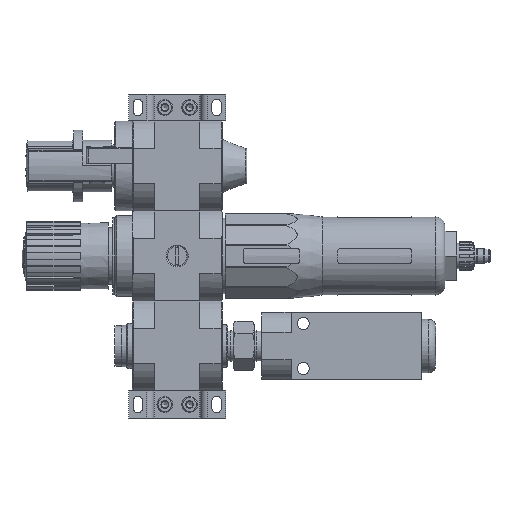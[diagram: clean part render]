
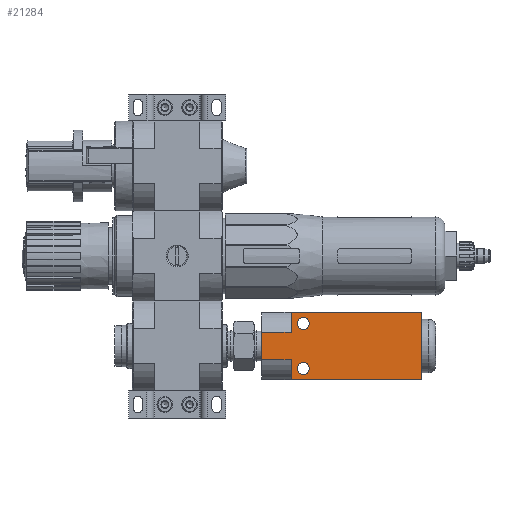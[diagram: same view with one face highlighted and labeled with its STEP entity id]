
A CAD part, left-side view. The second image highlights one B-rep face of the part: STEP entity #21284.
In plain terms, the highlighted planar face has unit normal (-1, 0, 0).
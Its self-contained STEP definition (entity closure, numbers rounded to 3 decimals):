
#2039=CIRCLE('',#29796,2.65);
#2040=CIRCLE('',#29797,2.65);
#7140=ORIENTED_EDGE('',*,*,#10659,.T.);
#7141=ORIENTED_EDGE('',*,*,#10660,.T.);
#7142=ORIENTED_EDGE('',*,*,#10661,.T.);
#7143=ORIENTED_EDGE('',*,*,#10662,.T.);
#7144=ORIENTED_EDGE('',*,*,#10663,.F.);
#7145=ORIENTED_EDGE('',*,*,#10400,.F.);
#7146=ORIENTED_EDGE('',*,*,#10664,.T.);
#7147=ORIENTED_EDGE('',*,*,#10665,.T.);
#7148=ORIENTED_EDGE('',*,*,#10666,.F.);
#7149=ORIENTED_EDGE('',*,*,#10657,.T.);
#10400=EDGE_CURVE('',#12643,#12637,#14150,.T.);
#10657=EDGE_CURVE('',#12854,#12853,#14376,.T.);
#10659=EDGE_CURVE('',#12855,#12855,#2039,.T.);
#10660=EDGE_CURVE('',#12856,#12856,#2040,.T.);
#10661=EDGE_CURVE('',#12853,#12857,#14378,.T.);
#10662=EDGE_CURVE('',#12857,#12858,#14379,.T.);
#10663=EDGE_CURVE('',#12637,#12858,#14380,.T.);
#10664=EDGE_CURVE('',#12643,#12859,#14381,.T.);
#10665=EDGE_CURVE('',#12859,#12860,#14382,.T.);
#10666=EDGE_CURVE('',#12854,#12860,#14383,.T.);
#12637=VERTEX_POINT('',#42573);
#12643=VERTEX_POINT('',#42585);
#12853=VERTEX_POINT('',#43119);
#12854=VERTEX_POINT('',#43121);
#12855=VERTEX_POINT('',#43125);
#12856=VERTEX_POINT('',#43127);
#12857=VERTEX_POINT('',#43129);
#12858=VERTEX_POINT('',#43131);
#12859=VERTEX_POINT('',#43134);
#12860=VERTEX_POINT('',#43136);
#14150=LINE('',#42586,#15697);
#14376=LINE('',#43120,#15923);
#14378=LINE('',#43128,#15925);
#14379=LINE('',#43130,#15926);
#14380=LINE('',#43132,#15927);
#14381=LINE('',#43133,#15928);
#14382=LINE('',#43135,#15929);
#14383=LINE('',#43137,#15930);
#15697=VECTOR('',#35258,1000.);
#15923=VECTOR('',#35648,1000.);
#15925=VECTOR('',#35656,1000.);
#15926=VECTOR('',#35657,1000.);
#15927=VECTOR('',#35658,1000.);
#15928=VECTOR('',#35659,1000.);
#15929=VECTOR('',#35660,1000.);
#15930=VECTOR('',#35661,1000.);
#17571=EDGE_LOOP('',(#7140));
#17572=EDGE_LOOP('',(#7141));
#17573=EDGE_LOOP('',(#7142,#7143,#7144,#7145,#7146,#7147,#7148,#7149));
#19249=FACE_BOUND('',#17571,.T.);
#19250=FACE_BOUND('',#17572,.T.);
#19251=FACE_BOUND('',#17573,.T.);
#20077=PLANE('',#29795);
#21284=ADVANCED_FACE('',(#19249,#19250,#19251),#20077,.F.);
#29795=AXIS2_PLACEMENT_3D('',#43123,#35650,#35651);
#29796=AXIS2_PLACEMENT_3D('',#43124,#35652,#35653);
#29797=AXIS2_PLACEMENT_3D('',#43126,#35654,#35655);
#35258=DIRECTION('',(0.,0.,-1.));
#35648=DIRECTION('',(0.,0.,-1.));
#35650=DIRECTION('',(1.,0.,0.));
#35651=DIRECTION('',(0.,0.,-1.));
#35652=DIRECTION('',(1.,0.,0.));
#35653=DIRECTION('',(0.,0.,-1.));
#35654=DIRECTION('',(1.,0.,0.));
#35655=DIRECTION('',(0.,0.,-1.));
#35656=DIRECTION('',(0.,-1.,0.));
#35657=DIRECTION('',(0.,0.,1.));
#35658=DIRECTION('',(0.,1.,0.));
#35659=DIRECTION('',(0.,1.,0.));
#35660=DIRECTION('',(0.,0.,1.));
#35661=DIRECTION('',(0.,-1.,0.));
#42573=CARTESIAN_POINT('',(0.,0.,-6.));
#42585=CARTESIAN_POINT('',(0.,0.,6.));
#42586=CARTESIAN_POINT('',(0.,0.,15.));
#43119=CARTESIAN_POINT('',(0.,71.2,-15.));
#43120=CARTESIAN_POINT('',(0.,71.2,15.));
#43121=CARTESIAN_POINT('',(0.,71.2,15.));
#43123=CARTESIAN_POINT('',(0.,71.2,15.));
#43124=CARTESIAN_POINT('',(0.,18.5,-10.));
#43125=CARTESIAN_POINT('',(0.,18.5,-12.65));
#43126=CARTESIAN_POINT('',(0.,18.5,10.));
#43127=CARTESIAN_POINT('',(0.,18.5,7.35));
#43128=CARTESIAN_POINT('',(0.,71.2,-15.));
#43129=CARTESIAN_POINT('',(0.,13.1,-15.));
#43130=CARTESIAN_POINT('',(0.,13.1,15.));
#43131=CARTESIAN_POINT('',(0.,13.1,-6.));
#43132=CARTESIAN_POINT('',(0.,-1.9,-6.));
#43133=CARTESIAN_POINT('',(0.,-1.9,6.));
#43134=CARTESIAN_POINT('',(0.,13.1,6.));
#43135=CARTESIAN_POINT('',(0.,13.1,15.));
#43136=CARTESIAN_POINT('',(0.,13.1,15.));
#43137=CARTESIAN_POINT('',(0.,71.2,15.));
